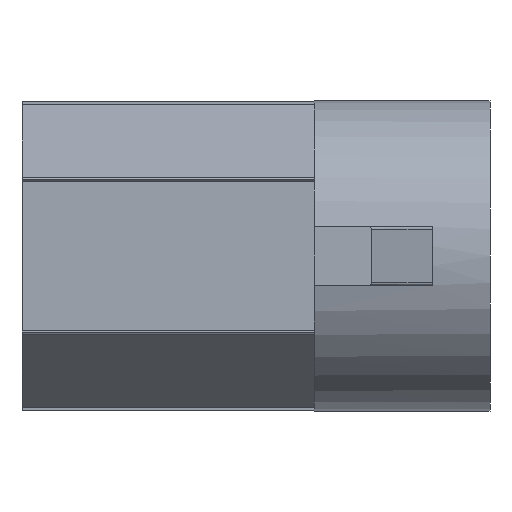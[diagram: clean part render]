
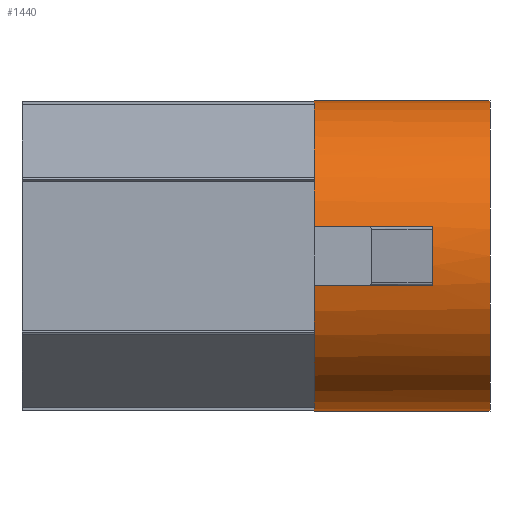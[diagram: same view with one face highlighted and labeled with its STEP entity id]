
A CAD part, left-side view. The second image highlights one B-rep face of the part: STEP entity #1440.
In plain terms, the highlighted cylindrical face has radius 13.25 mm (diameter 26.5 mm), a partial arc.
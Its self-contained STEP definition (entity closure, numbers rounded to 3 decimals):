
#112=CARTESIAN_POINT('',(0.,0.,0.));
#113=DIRECTION('',(0.,-1.,0.));
#114=DIRECTION('',(0.,0.,1.));
#115=AXIS2_PLACEMENT_3D('',#112,#113,#114);
#139=CARTESIAN_POINT('',(0.,0.,0.));
#140=DIRECTION('',(0.,-1.,0.));
#141=DIRECTION('',(-0.982,0.,-0.189));
#142=AXIS2_PLACEMENT_3D('',#139,#140,#141);
#480=CARTESIAN_POINT('',(0.,-10.07,0.));
#481=DIRECTION('',(0.,-1.,0.));
#482=DIRECTION('',(-0.982,0.,0.189));
#483=AXIS2_PLACEMENT_3D('',#480,#481,#482);
#485=DIRECTION('',(0.,-1.,0.));
#486=VECTOR('',#485,10.07);
#487=CARTESIAN_POINT('',(-13.012,0.,2.5));
#488=LINE('',#487,#486);
#489=DIRECTION('',(0.,-1.,0.));
#490=VECTOR('',#489,15.);
#491=CARTESIAN_POINT('',(0.,0.,13.25));
#492=LINE('',#491,#490);
#493=DIRECTION('',(0.,-1.,0.));
#494=VECTOR('',#493,10.07);
#495=CARTESIAN_POINT('',(-13.012,0.,-2.5));
#496=LINE('',#495,#494);
#506=DIRECTION('',(0.,-1.,0.));
#507=VECTOR('',#506,15.);
#508=CARTESIAN_POINT('',(0.,0.,-13.25));
#509=LINE('',#508,#507);
#617=CARTESIAN_POINT('',(0.,-15.,0.));
#618=DIRECTION('',(0.,-1.,0.));
#619=DIRECTION('',(0.,0.,1.));
#620=AXIS2_PLACEMENT_3D('',#617,#618,#619);
#622=CARTESIAN_POINT('',(0.,-15.,-13.25));
#623=CARTESIAN_POINT('',(0.,-15.,13.25));
#624=VERTEX_POINT('',#622);
#625=VERTEX_POINT('',#623);
#626=CARTESIAN_POINT('',(0.,0.,-13.25));
#627=VERTEX_POINT('',#626);
#628=CARTESIAN_POINT('',(0.,0.,13.25));
#629=VERTEX_POINT('',#628);
#638=CARTESIAN_POINT('',(-13.012,-10.07,2.5));
#639=CARTESIAN_POINT('',(-13.012,-10.07,-2.5));
#640=VERTEX_POINT('',#638);
#641=VERTEX_POINT('',#639);
#642=CARTESIAN_POINT('',(-13.012,0.,-2.5));
#643=VERTEX_POINT('',#642);
#644=CARTESIAN_POINT('',(-13.012,0.,2.5));
#645=VERTEX_POINT('',#644);
#1421=CARTESIAN_POINT('',(0.,0.,0.));
#1422=DIRECTION('',(0.,-1.,0.));
#1423=DIRECTION('',(0.,0.,-1.));
#1424=AXIS2_PLACEMENT_3D('',#1421,#1422,#1423);
#1425=CYLINDRICAL_SURFACE('',#1424,13.25);
#1426=ORIENTED_EDGE('',*,*,#1390,.F.);
#1427=ORIENTED_EDGE('',*,*,#1287,.F.);
#1428=ORIENTED_EDGE('',*,*,#892,.F.);
#1430=ORIENTED_EDGE('',*,*,#1429,.T.);
#1432=ORIENTED_EDGE('',*,*,#1431,.T.);
#1434=ORIENTED_EDGE('',*,*,#1433,.F.);
#1435=ORIENTED_EDGE('',*,*,#904,.F.);
#1437=ORIENTED_EDGE('',*,*,#1436,.T.);
#1438=EDGE_LOOP('',(#1426,#1427,#1428,#1430,#1432,#1434,#1435,#1437));
#1439=FACE_OUTER_BOUND('',#1438,.F.);
#1440=ADVANCED_FACE('',(#1439),#1425,.T.);
#116=CIRCLE('',#115,13.25);
#143=CIRCLE('',#142,13.25);
#484=CIRCLE('',#483,13.25);
#621=CIRCLE('',#620,13.25);
#892=EDGE_CURVE('',#629,#645,#116,.T.);
#904=EDGE_CURVE('',#643,#627,#143,.T.);
#1287=EDGE_CURVE('',#645,#640,#488,.T.);
#1390=EDGE_CURVE('',#640,#641,#484,.T.);
#1429=EDGE_CURVE('',#629,#625,#492,.T.);
#1431=EDGE_CURVE('',#625,#624,#621,.T.);
#1433=EDGE_CURVE('',#627,#624,#509,.T.);
#1436=EDGE_CURVE('',#643,#641,#496,.T.);
